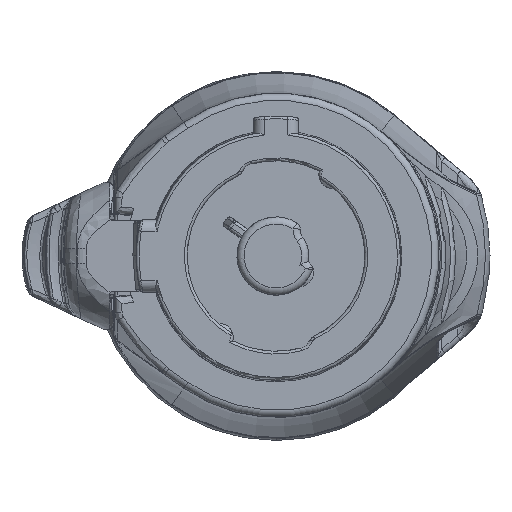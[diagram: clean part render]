
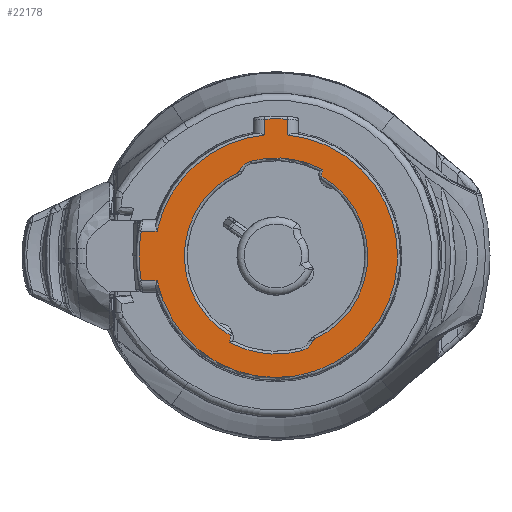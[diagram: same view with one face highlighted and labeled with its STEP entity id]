
A CAD part, left-side view. The second image highlights one B-rep face of the part: STEP entity #22178.
In plain terms, the highlighted planar face has unit normal (-1, 0, 0).
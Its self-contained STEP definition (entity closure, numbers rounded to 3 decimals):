
#3290=CARTESIAN_POINT('',(0.,0.,0.));
#3291=DIRECTION('',(1.,0.,0.));
#3292=DIRECTION('',(0.,0.501,-0.866));
#3293=AXIS2_PLACEMENT_3D('',#3290,#3291,#3292);
#3310=CARTESIAN_POINT('',(0.,4.015,-5.734));
#3311=DIRECTION('',(-1.,0.,0.));
#3312=DIRECTION('',(0.,-0.91,-0.416));
#3313=AXIS2_PLACEMENT_3D('',#3310,#3311,#3312);
#3330=CARTESIAN_POINT('',(0.,2.843,6.122));
#3331=DIRECTION('',(1.,0.,0.));
#3332=DIRECTION('',(0.,-0.911,-0.412));
#3333=AXIS2_PLACEMENT_3D('',#3330,#3331,#3332);
#3335=CARTESIAN_POINT('',(0.,0.,0.));
#3336=DIRECTION('',(1.,0.,0.));
#3337=DIRECTION('',(0.,-0.259,-0.966));
#3338=AXIS2_PLACEMENT_3D('',#3335,#3336,#3337);
#3340=CARTESIAN_POINT('',(0.,-1.475,-5.506));
#3341=DIRECTION('',(1.,0.,0.));
#3342=DIRECTION('',(0.,-0.912,-0.411));
#3343=AXIS2_PLACEMENT_3D('',#3340,#3341,#3342);
#3345=CARTESIAN_POINT('',(0.,-2.843,-6.122));
#3346=DIRECTION('',(1.,0.,0.));
#3347=DIRECTION('',(0.,0.911,0.412));
#3348=AXIS2_PLACEMENT_3D('',#3345,#3346,#3347);
#3350=CARTESIAN_POINT('',(0.,0.,0.));
#3351=DIRECTION('',(1.,0.,0.));
#3352=DIRECTION('',(0.,0.259,0.966));
#3353=AXIS2_PLACEMENT_3D('',#3350,#3351,#3352);
#3355=CARTESIAN_POINT('',(0.,1.475,5.506));
#3356=DIRECTION('',(1.,0.,0.));
#3357=DIRECTION('',(0.,0.912,0.411));
#3358=AXIS2_PLACEMENT_3D('',#3355,#3356,#3357);
#3372=CARTESIAN_POINT('',(0.,0.8,8.512));
#3374=CARTESIAN_POINT('',(0.,0.,0.));
#3375=DIRECTION('',(-1.,0.,0.));
#3376=DIRECTION('',(0.,0.094,0.996));
#3377=AXIS2_PLACEMENT_3D('',#3374,#3375,#3376);
#3379=CARTESIAN_POINT('',(0.,8.369,1.75));
#3486=DIRECTION('',(0.,1.,0.));
#3487=VECTOR('',#3486,1.121);
#3488=CARTESIAN_POINT('',(0.,8.369,1.75));
#3489=LINE('',#3488,#3487);
#3523=CARTESIAN_POINT('',(0.,0.,0.));
#3524=DIRECTION('',(-1.,0.,0.));
#3525=DIRECTION('',(0.,0.983,0.181));
#3526=AXIS2_PLACEMENT_3D('',#3523,#3524,#3525);
#3567=DIRECTION('',(0.,-1.,0.));
#3568=VECTOR('',#3567,1.121);
#3569=CARTESIAN_POINT('',(0.,9.49,
-1.75));
#3570=LINE('',#3569,#3568);
#3583=CARTESIAN_POINT('',(0.,0.,0.));
#3584=DIRECTION('',(-1.,0.,0.));
#3585=DIRECTION('',(0.,0.979,-0.205));
#3586=AXIS2_PLACEMENT_3D('',#3583,#3584,#3585);
#3588=CARTESIAN_POINT('',(0.,-0.8,8.512));
#3612=CARTESIAN_POINT('',(0.,8.369,-1.75));
#3622=DIRECTION('',(0.,0.,1.));
#3623=VECTOR('',#3622,1.104);
#3624=CARTESIAN_POINT('',(0.,-0.8,8.512));
#3625=LINE('',#3624,#3623);
#3685=CARTESIAN_POINT('',(0.,0.,0.));
#3686=DIRECTION('',(-1.,0.,0.));
#3687=DIRECTION('',(0.,-0.083,0.997));
#3688=AXIS2_PLACEMENT_3D('',#3685,#3686,#3687);
#3729=DIRECTION('',(0.,0.,-1.));
#3730=VECTOR('',#3729,1.104);
#3731=CARTESIAN_POINT('',(0.,0.8,
9.617));
#3732=LINE('',#3731,#3730);
#16049=CARTESIAN_POINT('',(0.,0.,0.));
#16050=DIRECTION('',(1.,0.,0.));
#16051=DIRECTION('',(0.,-0.501,0.866));
#16052=AXIS2_PLACEMENT_3D('',#16049,#16050,#16051);
#16073=CARTESIAN_POINT('',(0.,-4.015,5.734));
#16074=DIRECTION('',(-1.,0.,0.));
#16075=DIRECTION('',(0.,0.91,0.416));
#16076=AXIS2_PLACEMENT_3D('',#16073,#16074,#16075);
#16954=CARTESIAN_POINT('',(0.,-1.786,-6.665));
#16955=CARTESIAN_POINT('',(0.,3.287,-6.067));
#16956=VERTEX_POINT('',#16954);
#16957=VERTEX_POINT('',#16955);
#16962=CARTESIAN_POINT('',(0.,1.786,6.665));
#16963=CARTESIAN_POINT('',(0.,-3.287,6.067));
#16964=VERTEX_POINT('',#16962);
#16965=VERTEX_POINT('',#16963);
#16966=CARTESIAN_POINT('',(0.,3.229,-5.583));
#16967=VERTEX_POINT('',#16966);
#16968=CARTESIAN_POINT('',(0.,-3.229,5.583));
#16969=VERTEX_POINT('',#16968);
#17022=CARTESIAN_POINT('',(0.,9.49,
1.75));
#17023=CARTESIAN_POINT('',(0.,9.49,
-1.75));
#17024=VERTEX_POINT('',#17022);
#17025=VERTEX_POINT('',#17023);
#17038=VERTEX_POINT('',#3588);
#17039=VERTEX_POINT('',#3612);
#17040=CARTESIAN_POINT('',(0.,-0.8,
9.617));
#17041=VERTEX_POINT('',#17040);
#17062=CARTESIAN_POINT('',(0.,0.8,
9.617));
#17063=VERTEX_POINT('',#17062);
#17074=VERTEX_POINT('',#3379);
#17075=VERTEX_POINT('',#3372);
#17094=CARTESIAN_POINT('',(0.,2.716,5.85));
#17095=VERTEX_POINT('',#17094);
#17096=CARTESIAN_POINT('',(0.,2.569,5.999));
#17097=VERTEX_POINT('',#17096);
#17098=CARTESIAN_POINT('',(0.,-2.716,-5.85));
#17099=VERTEX_POINT('',#17098);
#17100=CARTESIAN_POINT('',(0.,-2.569,-5.999));
#17101=VERTEX_POINT('',#17100);
#22136=CARTESIAN_POINT('',(0.,0.,0.));
#22137=DIRECTION('',(1.,0.,0.));
#22138=DIRECTION('',(0.,0.,-1.));
#22139=AXIS2_PLACEMENT_3D('',#22136,#22137,#22138);
#22140=PLANE('',#22139);
#22142=ORIENTED_EDGE('',*,*,#22141,.F.);
#22144=ORIENTED_EDGE('',*,*,#22143,.F.);
#22146=ORIENTED_EDGE('',*,*,#22145,.F.);
#22148=ORIENTED_EDGE('',*,*,#22147,.F.);
#22150=ORIENTED_EDGE('',*,*,#22149,.F.);
#22152=ORIENTED_EDGE('',*,*,#22151,.F.);
#22154=ORIENTED_EDGE('',*,*,#22153,.F.);
#22156=ORIENTED_EDGE('',*,*,#22155,.F.);
#22157=EDGE_LOOP('',(#22142,#22144,#22146,#22148,#22150,#22152,#22154,#22156));
#22158=FACE_OUTER_BOUND('',#22157,.F.);
#22159=ORIENTED_EDGE('',*,*,#22089,.T.);
#22160=ORIENTED_EDGE('',*,*,#22105,.F.);
#22161=ORIENTED_EDGE('',*,*,#22127,.F.);
#22163=ORIENTED_EDGE('',*,*,#22162,.F.);
#22165=ORIENTED_EDGE('',*,*,#22164,.F.);
#22167=ORIENTED_EDGE('',*,*,#22166,.T.);
#22169=ORIENTED_EDGE('',*,*,#22168,.F.);
#22171=ORIENTED_EDGE('',*,*,#22170,.F.);
#22173=ORIENTED_EDGE('',*,*,#22172,.F.);
#22175=ORIENTED_EDGE('',*,*,#22174,.F.);
#22176=EDGE_LOOP('',(#22159,#22160,#22161,#22163,#22165,#22167,#22169,#22171,
#22173,#22175));
#22177=FACE_BOUND('',#22176,.F.);
#22178=ADVANCED_FACE('',(#22158,#22177),#22140,.F.);
#3294=CIRCLE('',#3293,6.45);
#3314=CIRCLE('',#3313,0.8);
#3334=CIRCLE('',#3333,0.3);
#3339=CIRCLE('',#3338,6.9);
#3344=CIRCLE('',#3343,1.2);
#3349=CIRCLE('',#3348,0.3);
#3354=CIRCLE('',#3353,6.9);
#3359=CIRCLE('',#3358,1.2);
#3378=CIRCLE('',#3377,8.55);
#3527=CIRCLE('',#3526,9.65);
#3587=CIRCLE('',#3586,8.55);
#3689=CIRCLE('',#3688,9.65);
#16053=CIRCLE('',#16052,6.45);
#16077=CIRCLE('',#16076,0.8);
#22089=EDGE_CURVE('',#17097,#17095,#3334,.T.);
#22105=EDGE_CURVE('',#16967,#17095,#3294,.T.);
#22127=EDGE_CURVE('',#16957,#16967,#3314,.T.);
#22141=EDGE_CURVE('',#17075,#17074,#3378,.T.);
#22143=EDGE_CURVE('',#17063,#17075,#3732,.T.);
#22145=EDGE_CURVE('',#17041,#17063,#3689,.T.);
#22147=EDGE_CURVE('',#17038,#17041,#3625,.T.);
#22149=EDGE_CURVE('',#17039,#17038,#3587,.T.);
#22151=EDGE_CURVE('',#17025,#17039,#3570,.T.);
#22153=EDGE_CURVE('',#17024,#17025,#3527,.T.);
#22155=EDGE_CURVE('',#17074,#17024,#3489,.T.);
#22162=EDGE_CURVE('',#16956,#16957,#3339,.T.);
#22164=EDGE_CURVE('',#17101,#16956,#3344,.T.);
#22166=EDGE_CURVE('',#17101,#17099,#3349,.T.);
#22168=EDGE_CURVE('',#16969,#17099,#16053,.T.);
#22170=EDGE_CURVE('',#16965,#16969,#16077,.T.);
#22172=EDGE_CURVE('',#16964,#16965,#3354,.T.);
#22174=EDGE_CURVE('',#17097,#16964,#3359,.T.);
